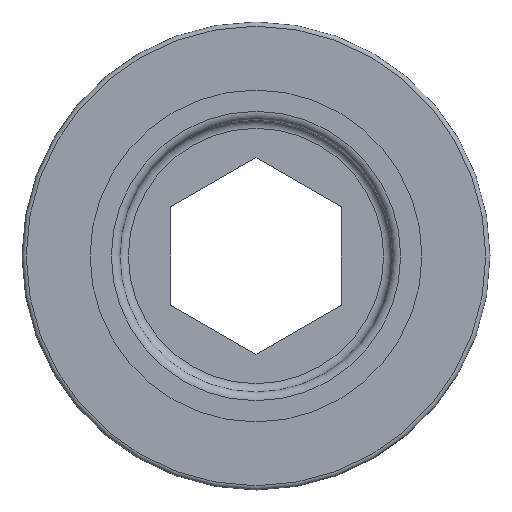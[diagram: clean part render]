
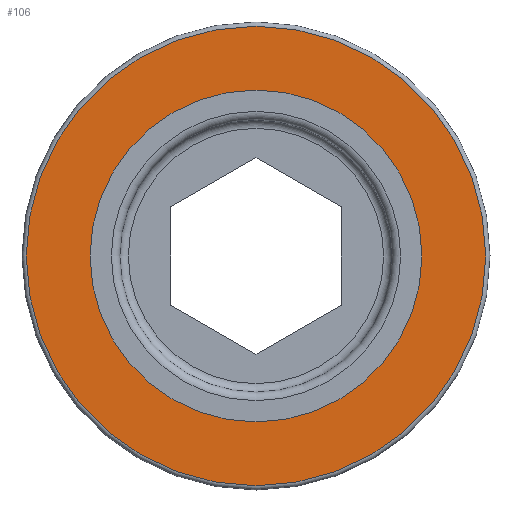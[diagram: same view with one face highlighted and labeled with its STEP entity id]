
A CAD part, left-side view. The second image highlights one B-rep face of the part: STEP entity #106.
In plain terms, the highlighted planar face has unit normal (-1, 0, 0).
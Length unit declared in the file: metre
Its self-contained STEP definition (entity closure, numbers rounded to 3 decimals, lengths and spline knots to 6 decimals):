
#106 = ADVANCED_FACE( '', ( #228, #229 ), #230, .F. );
#228 = FACE_OUTER_BOUND( '', #350, .T. );
#229 = FACE_BOUND( '', #351, .T. );
#230 = PLANE( '', #352 );
#350 = EDGE_LOOP( '', ( #534 ) );
#351 = EDGE_LOOP( '', ( #535 ) );
#352 = AXIS2_PLACEMENT_3D( '', #536, #537, #538 );
#534 = ORIENTED_EDGE( '', *, *, #578, .T. );
#535 = ORIENTED_EDGE( '', *, *, #572, .T. );
#536 = CARTESIAN_POINT( '', ( -0.00508, 0., 0. ) );
#537 = DIRECTION( '', ( 1., 0., 0. ) );
#538 = DIRECTION( '', ( 0., 1., 0. ) );
#572 = EDGE_CURVE( '', #645, #645, #646, .T. );
#578 = EDGE_CURVE( '', #655, #655, #656, .F. );
#645 = VERTEX_POINT( '', #748 );
#646 = CIRCLE( '', #749, 0.012383 );
#655 = VERTEX_POINT( '', #758 );
#656 = CIRCLE( '', #759, 0.017145 );
#748 = CARTESIAN_POINT( '', ( -0.00508, 0., -0.012383 ) );
#749 = AXIS2_PLACEMENT_3D( '', #870, #871, #872 );
#758 = CARTESIAN_POINT( '', ( -0.00508, 0., -0.017145 ) );
#759 = AXIS2_PLACEMENT_3D( '', #882, #883, #884 );
#870 = CARTESIAN_POINT( '', ( -0.00508, 0., 0. ) );
#871 = DIRECTION( '', ( 1., 0., 0. ) );
#872 = DIRECTION( '', ( 0., 0., -1. ) );
#882 = CARTESIAN_POINT( '', ( -0.00508, 0., 0. ) );
#883 = DIRECTION( '', ( 1., 0., 0. ) );
#884 = DIRECTION( '', ( 0., 0., -1. ) );
